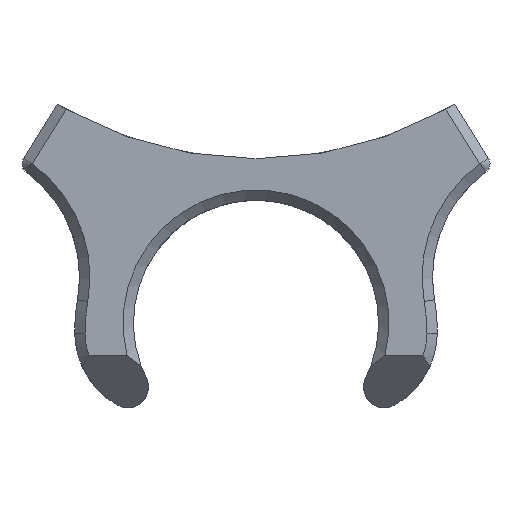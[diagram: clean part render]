
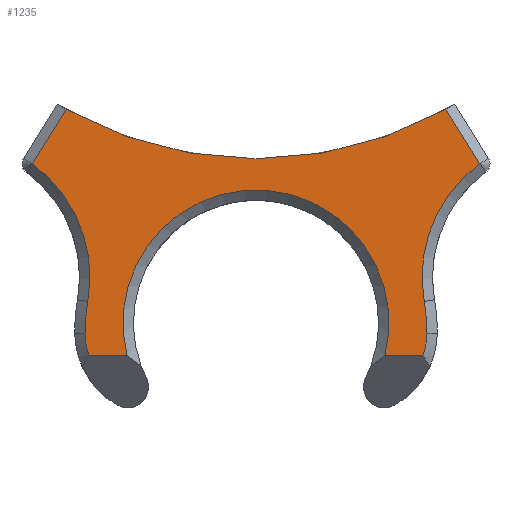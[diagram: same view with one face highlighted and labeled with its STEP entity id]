
A CAD part, front view. The second image highlights one B-rep face of the part: STEP entity #1235.
In plain terms, the highlighted planar face has unit normal (0, -1, 0).
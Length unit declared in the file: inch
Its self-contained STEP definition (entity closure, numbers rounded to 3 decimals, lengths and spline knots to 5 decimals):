
#8 = LINE ( 'NONE', #1681, #1900 ) ;
#15 = VERTEX_POINT ( 'NONE', #1535 ) ;
#40 = CARTESIAN_POINT ( 'NONE',  ( 0.45807, 0., 0.06262 ) ) ;
#73 = EDGE_LOOP ( 'NONE', ( #760, #1105, #824, #1193, #1954, #1853, #947, #755, #429, #572, #1095, #1759, #1166 ) ) ;
#124 = DIRECTION ( 'NONE',  ( 0., 0., 1. ) ) ;
#133 = EDGE_CURVE ( 'NONE', #1207, #834, #1654, .T. ) ;
#171 = DIRECTION ( 'NONE',  ( -0.528, 0., 0.849 ) ) ;
#175 = AXIS2_PLACEMENT_3D ( 'NONE', #901, #434, #1034 ) ;
#191 = DIRECTION ( 'NONE',  ( 0., -1., 0. ) ) ;
#202 = EDGE_CURVE ( 'NONE', #834, #1137, #1348, .T. ) ;
#214 = CIRCLE ( 'NONE', #1847, 0.135 ) ;
#236 = CARTESIAN_POINT ( 'NONE',  ( 0.20295, 0., 0.08514 ) ) ;
#257 = CARTESIAN_POINT ( 'NONE',  ( 0., 0., 0.06262 ) ) ;
#261 = CARTESIAN_POINT ( 'NONE',  ( 0.59218, 0., 0.13847 ) ) ;
#263 = CARTESIAN_POINT ( 'NONE',  ( 0.29737, 0., 0.25233 ) ) ;
#280 = VECTOR ( 'NONE', #1427, 39.37008 ) ;
#318 = VERTEX_POINT ( 'NONE', #1441 ) ;
#342 = AXIS2_PLACEMENT_3D ( 'NONE', #1914, #1894, #1422 ) ;
#361 = VERTEX_POINT ( 'NONE', #1512 ) ;
#386 = DIRECTION ( 'NONE',  ( 0., -1., 0. ) ) ;
#428 = EDGE_CURVE ( 'NONE', #1137, #361, #1808, .T. ) ;
#429 = ORIENTED_EDGE ( 'NONE', *, *, #428, .T. ) ;
#434 = DIRECTION ( 'NONE',  ( 0., 1., 0. ) ) ;
#448 = DIRECTION ( 'NONE',  ( 0., 0., 1. ) ) ;
#463 = EDGE_CURVE ( 'NONE', #1856, #15, #8, .T. ) ;
#499 = VERTEX_POINT ( 'NONE', #1750 ) ;
#502 = DIRECTION ( 'NONE',  ( 0., -1., 0. ) ) ;
#511 = CARTESIAN_POINT ( 'NONE',  ( 0.39179, 0., 0.08514 ) ) ;
#523 = VECTOR ( 'NONE', #553, 39.37008 ) ;
#553 = DIRECTION ( 'NONE',  ( 1., 0., 0. ) ) ;
#555 = CARTESIAN_POINT ( 'NONE',  ( 0.1355, 0., 0.11496 ) ) ;
#572 = ORIENTED_EDGE ( 'NONE', *, *, #775, .T. ) ;
#594 = AXIS2_PLACEMENT_3D ( 'NONE', #236, #386, #846 ) ;
#620 = CARTESIAN_POINT ( 'NONE',  ( 0.17336, 0., 0.06262 ) ) ;
#649 = CIRCLE ( 'NONE', #915, 0.375 ) ;
#663 = CARTESIAN_POINT ( 'NONE',  ( 0.51257, 0., 0.24749 ) ) ;
#721 = CIRCLE ( 'NONE', #1733, 0.1672 ) ;
#722 = DIRECTION ( 'NONE',  ( 0., 0., 1. ) ) ;
#736 = FACE_OUTER_BOUND ( 'NONE', #73, .T. ) ;
#744 = CARTESIAN_POINT ( 'NONE',  ( 0.30015, 0., 0.08585 ) ) ;
#755 = ORIENTED_EDGE ( 'NONE', *, *, #202, .T. ) ;
#760 = ORIENTED_EDGE ( 'NONE', *, *, #1462, .F. ) ;
#775 = EDGE_CURVE ( 'NONE', #361, #1777, #721, .T. ) ;
#787 = AXIS2_PLACEMENT_3D ( 'NONE', #511, #502, #1715 ) ;
#804 = DIRECTION ( 'NONE',  ( 0., 0., 1. ) ) ;
#811 = EDGE_CURVE ( 'NONE', #318, #1458, #214, .T. ) ;
#824 = ORIENTED_EDGE ( 'NONE', *, *, #811, .T. ) ;
#834 = VERTEX_POINT ( 'NONE', #1735 ) ;
#846 = DIRECTION ( 'NONE',  ( 0., 0., 1. ) ) ;
#877 = CARTESIAN_POINT ( 'NONE',  ( 0.13667, 0., 0.06262 ) ) ;
#880 = CIRCLE ( 'NONE', #1558, 0.135 ) ;
#901 = CARTESIAN_POINT ( 'NONE',  ( 0., 0., 0. ) ) ;
#915 = AXIS2_PLACEMENT_3D ( 'NONE', #1513, #191, #804 ) ;
#947 = ORIENTED_EDGE ( 'NONE', *, *, #133, .T. ) ;
#959 = EDGE_CURVE ( 'NONE', #1564, #1207, #1920, .T. ) ;
#967 = VERTEX_POINT ( 'NONE', #1767 ) ;
#1034 = DIRECTION ( 'NONE',  ( 0., 0., 1. ) ) ;
#1048 = DIRECTION ( 'NONE',  ( 0., 1., 0. ) ) ;
#1050 = DIRECTION ( 'NONE',  ( 1., 0., 0. ) ) ;
#1065 = EDGE_CURVE ( 'NONE', #1777, #1856, #880, .T. ) ;
#1080 = VECTOR ( 'NONE', #1050, 39.37008 ) ;
#1095 = ORIENTED_EDGE ( 'NONE', *, *, #1065, .T. ) ;
#1105 = ORIENTED_EDGE ( 'NONE', *, *, #1960, .T. ) ;
#1137 = VERTEX_POINT ( 'NONE', #40 ) ;
#1144 = AXIS2_PLACEMENT_3D ( 'NONE', #1214, #1956, #448 ) ;
#1166 = ORIENTED_EDGE ( 'NONE', *, *, #1384, .F. ) ;
#1176 = DIRECTION ( 'NONE',  ( 0., 0., 1. ) ) ;
#1193 = ORIENTED_EDGE ( 'NONE', *, *, #1239, .T. ) ;
#1199 = CIRCLE ( 'NONE', #342, 0.375 ) ;
#1207 = VERTEX_POINT ( 'NONE', #620 ) ;
#1214 = CARTESIAN_POINT ( 'NONE',  ( 0.29737, 0., 0.09433 ) ) ;
#1224 = AXIS2_PLACEMENT_3D ( 'NONE', #744, #1666, #1658 ) ;
#1235 = ADVANCED_FACE ( 'NONE', ( #736 ), #1835, .F. ) ;
#1239 = EDGE_CURVE ( 'NONE', #1458, #967, #1281, .T. ) ;
#1278 = CARTESIAN_POINT ( 'NONE',  ( 0.08218, 0., 0.24749 ) ) ;
#1281 = CIRCLE ( 'NONE', #1224, 0.1672 ) ;
#1302 = CARTESIAN_POINT ( 'NONE',  ( 0.2946, 0., 0.08585 ) ) ;
#1346 = VERTEX_POINT ( 'NONE', #263 ) ;
#1348 = LINE ( 'NONE', #1469, #1080 ) ;
#1352 = DIRECTION ( 'NONE',  ( 0., 1., 0. ) ) ;
#1384 = EDGE_CURVE ( 'NONE', #1346, #15, #649, .T. ) ;
#1422 = DIRECTION ( 'NONE',  ( 0., 0., 1. ) ) ;
#1427 = DIRECTION ( 'NONE',  ( -0.528, 0., -0.849 ) ) ;
#1433 = CIRCLE ( 'NONE', #594, 0.07 ) ;
#1441 = CARTESIAN_POINT ( 'NONE',  ( 0.08218, 0., 0.24749 ) ) ;
#1458 = VERTEX_POINT ( 'NONE', #555 ) ;
#1462 = EDGE_CURVE ( 'NONE', #499, #1346, #1199, .T. ) ;
#1467 = EDGE_CURVE ( 'NONE', #967, #1564, #1433, .T. ) ;
#1469 = CARTESIAN_POINT ( 'NONE',  ( 0., 0., 0.06262 ) ) ;
#1512 = CARTESIAN_POINT ( 'NONE',  ( 0.46179, 0., 0.08462 ) ) ;
#1513 = CARTESIAN_POINT ( 'NONE',  ( 0.29737, 0., 0.62733 ) ) ;
#1535 = CARTESIAN_POINT ( 'NONE',  ( 0.48004, 0., 0.29983 ) ) ;
#1539 = CARTESIAN_POINT ( 'NONE',  ( 0.45924, 0., 0.11496 ) ) ;
#1558 = AXIS2_PLACEMENT_3D ( 'NONE', #261, #1352, #1176 ) ;
#1564 = VERTEX_POINT ( 'NONE', #877 ) ;
#1630 = DIRECTION ( 'NONE',  ( 0., -1., 0. ) ) ;
#1654 = CIRCLE ( 'NONE', #1144, 0.128 ) ;
#1658 = DIRECTION ( 'NONE',  ( 0., 0., 1. ) ) ;
#1666 = DIRECTION ( 'NONE',  ( 0., -1., 0. ) ) ;
#1681 = CARTESIAN_POINT ( 'NONE',  ( 0.48069, 0., 0.29877 ) ) ;
#1715 = DIRECTION ( 'NONE',  ( 0., 0., 1. ) ) ;
#1733 = AXIS2_PLACEMENT_3D ( 'NONE', #1302, #1630, #722 ) ;
#1735 = CARTESIAN_POINT ( 'NONE',  ( 0.42138, 0., 0.06262 ) ) ;
#1750 = CARTESIAN_POINT ( 'NONE',  ( 0.11471, 0., 0.29983 ) ) ;
#1757 = LINE ( 'NONE', #1278, #280 ) ;
#1759 = ORIENTED_EDGE ( 'NONE', *, *, #463, .T. ) ;
#1767 = CARTESIAN_POINT ( 'NONE',  ( 0.13295, 0., 0.08462 ) ) ;
#1777 = VERTEX_POINT ( 'NONE', #1539 ) ;
#1799 = CARTESIAN_POINT ( 'NONE',  ( 0.00256, 0., 0.13847 ) ) ;
#1808 = CIRCLE ( 'NONE', #787, 0.07 ) ;
#1835 = PLANE ( 'NONE',  #175 ) ;
#1847 = AXIS2_PLACEMENT_3D ( 'NONE', #1799, #1048, #124 ) ;
#1853 = ORIENTED_EDGE ( 'NONE', *, *, #959, .T. ) ;
#1856 = VERTEX_POINT ( 'NONE', #663 ) ;
#1894 = DIRECTION ( 'NONE',  ( 0., -1., 0. ) ) ;
#1900 = VECTOR ( 'NONE', #171, 39.37008 ) ;
#1914 = CARTESIAN_POINT ( 'NONE',  ( 0.29737, 0., 0.62733 ) ) ;
#1920 = LINE ( 'NONE', #257, #523 ) ;
#1954 = ORIENTED_EDGE ( 'NONE', *, *, #1467, .T. ) ;
#1956 = DIRECTION ( 'NONE',  ( 0., 1., 0. ) ) ;
#1960 = EDGE_CURVE ( 'NONE', #499, #318, #1757, .T. ) ;
